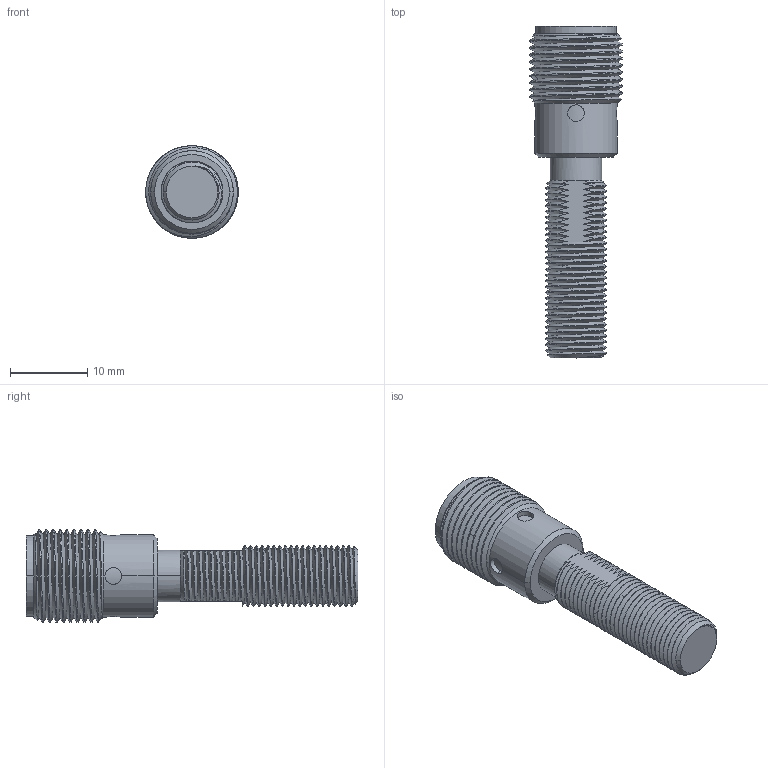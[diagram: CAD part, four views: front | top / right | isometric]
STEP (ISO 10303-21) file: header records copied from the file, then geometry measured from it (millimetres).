
FILE_DESCRIPTION((''),'2;1');
FILE_NAME('OCN1-0802X-XRS4','2017-02-21T',('Administrator'),(''),'PRO/ENGINEER BY PARAMETRIC TECHNOLOGY CORPORATION, 2007170','PRO/ENGINEER BY PARAMETRIC TECHNOLOGY CORPORATION, 2007170','');
FILE_SCHEMA(('CONFIG_CONTROL_DESIGN'));
Length unit declared in the file: millimetre
Products named in the file (1): OCN1-0802X-XRS4
Bounding box: 12 x 43 x 12 mm (x, y, z)
Volume: 2233.9 mm3; surface area: 2415.5 mm2
Topology: 1 solids, 1 shells, 205 faces, 629 edges, 427 vertices
Faces by surface type: cylinder 105, bspline 66, plane 14, cone 11, sphere 8, torus 1
Entity records: 17053 total; most frequent: CARTESIAN_POINT 12305, ORIENTED_EDGE 1242, EDGE_CURVE 621, DIRECTION 583, VERTEX_POINT 427, B_SPLINE_CURVE_WITH_KNOTS 390, EDGE_LOOP 214, AXIS2_PLACEMENT_3D 213
